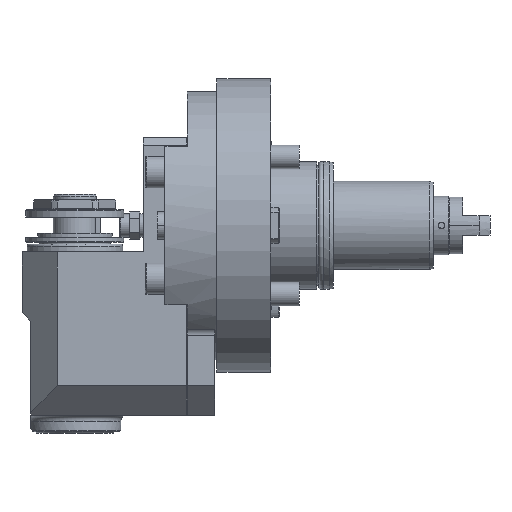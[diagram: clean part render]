
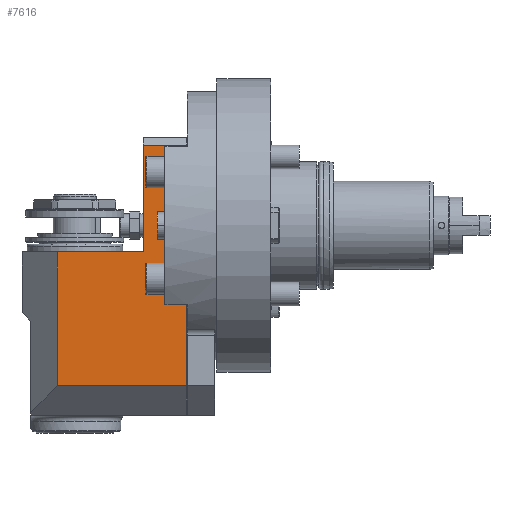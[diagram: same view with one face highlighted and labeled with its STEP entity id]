
A CAD part, front view. The second image highlights one B-rep face of the part: STEP entity #7616.
In plain terms, the highlighted planar face has unit normal (0, -1, 0).
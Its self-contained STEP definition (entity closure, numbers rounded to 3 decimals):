
#1595=DIRECTION('',(1.,0.,0.));
#1596=VECTOR('',#1595,22.);
#1597=CARTESIAN_POINT('',(-65.,-42.,41.));
#1598=LINE('',#1597,#1596);
#1607=DIRECTION('',(0.,0.,-1.));
#1608=VECTOR('',#1607,122.9);
#1609=CARTESIAN_POINT('',(-43.,-42.,41.));
#1610=LINE('',#1609,#1608);
#1611=DIRECTION('',(-1.,0.,0.));
#1612=VECTOR('',#1611,66.);
#1613=CARTESIAN_POINT('',(-43.,-42.,-81.9));
#1614=LINE('',#1613,#1612);
#1615=DIRECTION('',(0.,0.,1.));
#1616=VECTOR('',#1615,68.4);
#1617=CARTESIAN_POINT('',(-109.,-42.,-81.9));
#1618=LINE('',#1617,#1616);
#1619=DIRECTION('',(1.,0.,0.));
#1620=VECTOR('',#1619,44.);
#1621=CARTESIAN_POINT('',(-109.,-42.,-13.5));
#1622=LINE('',#1621,#1620);
#1623=DIRECTION('',(0.,0.,-1.));
#1624=VECTOR('',#1623,54.5);
#1625=CARTESIAN_POINT('',(-65.,-42.,41.));
#1626=LINE('',#1625,#1624);
#4588=CARTESIAN_POINT('',(-65.,-42.,-13.5));
#4590=VERTEX_POINT('',#4588);
#4596=CARTESIAN_POINT('',(-65.,-42.,41.));
#4598=VERTEX_POINT('',#4596);
#4640=CARTESIAN_POINT('',(-43.,-42.,-81.9));
#4642=VERTEX_POINT('',#4640);
#4658=CARTESIAN_POINT('',(-43.,-42.,41.));
#4659=VERTEX_POINT('',#4658);
#4660=CARTESIAN_POINT('',(-109.,-42.,-81.9));
#4661=VERTEX_POINT('',#4660);
#4669=CARTESIAN_POINT('',(-109.,-42.,-13.5));
#4671=VERTEX_POINT('',#4669);
#7599=CARTESIAN_POINT('',(-127.,-42.,45.));
#7600=DIRECTION('',(0.,-1.,0.));
#7601=DIRECTION('',(0.,0.,-1.));
#7602=AXIS2_PLACEMENT_3D('',#7599,#7600,#7601);
#7603=PLANE('',#7602);
#7604=ORIENTED_EDGE('',*,*,#7452,.T.);
#7606=ORIENTED_EDGE('',*,*,#7605,.T.);
#7608=ORIENTED_EDGE('',*,*,#7607,.T.);
#7610=ORIENTED_EDGE('',*,*,#7609,.T.);
#7612=ORIENTED_EDGE('',*,*,#7611,.F.);
#7613=ORIENTED_EDGE('',*,*,#7590,.T.);
#7614=EDGE_LOOP('',(#7604,#7606,#7608,#7610,#7612,#7613));
#7615=FACE_OUTER_BOUND('',#7614,.F.);
#7616=ADVANCED_FACE('',(#7615),#7603,.T.);
#7452=EDGE_CURVE('',#4659,#4642,#1610,.T.);
#7590=EDGE_CURVE('',#4598,#4659,#1598,.T.);
#7605=EDGE_CURVE('',#4642,#4661,#1614,.T.);
#7607=EDGE_CURVE('',#4661,#4671,#1618,.T.);
#7609=EDGE_CURVE('',#4671,#4590,#1622,.T.);
#7611=EDGE_CURVE('',#4598,#4590,#1626,.T.);
